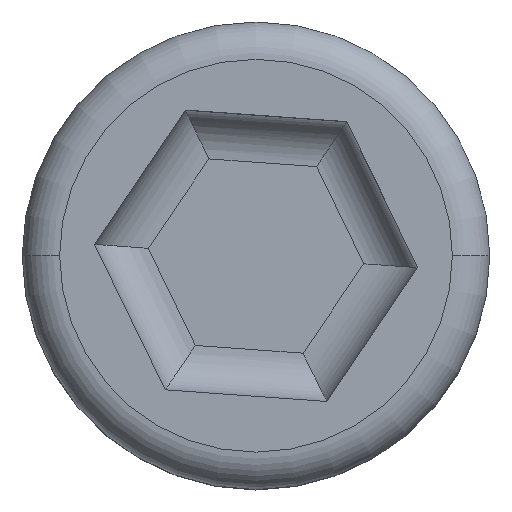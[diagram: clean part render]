
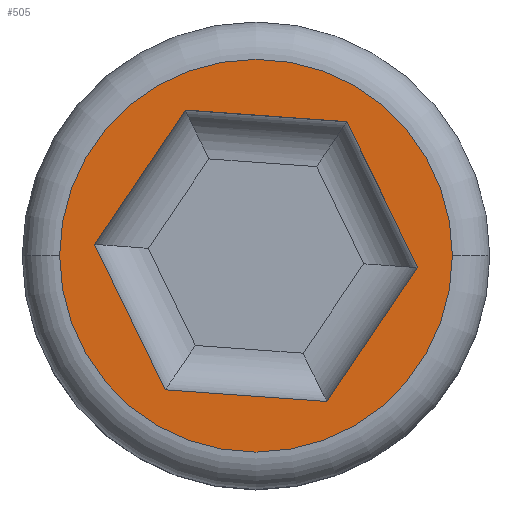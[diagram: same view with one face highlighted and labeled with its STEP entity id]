
A CAD part, top view. The second image highlights one B-rep face of the part: STEP entity #505.
In plain terms, the highlighted planar face has unit normal (0, 0, 1).
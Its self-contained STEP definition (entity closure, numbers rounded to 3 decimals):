
#5 = CARTESIAN_POINT ( 'NONE',  ( 0., 0., 13. ) ) ;
#10 = DIRECTION ( 'NONE',  ( 0., 0., 1. ) ) ;
#11 = VERTEX_POINT ( 'NONE', #107 ) ;
#18 = DIRECTION ( 'NONE',  ( -0.437, 0.9, 0. ) ) ;
#22 = EDGE_CURVE ( 'NONE', #197, #137, #36, .T. ) ;
#31 = LINE ( 'NONE', #700, #218 ) ;
#36 = LINE ( 'NONE', #259, #571 ) ;
#45 = CARTESIAN_POINT ( 'NONE',  ( 0.756, -1.558, 13. ) ) ;
#53 = EDGE_LOOP ( 'NONE', ( #347, #262, #451, #349, #598, #117 ) ) ;
#60 = ORIENTED_EDGE ( 'NONE', *, *, #714, .T. ) ;
#72 = ORIENTED_EDGE ( 'NONE', *, *, #119, .T. ) ;
#75 = DIRECTION ( 'NONE',  ( 1., 0., 0. ) ) ;
#107 = CARTESIAN_POINT ( 'NONE',  ( -2.1, 0., 13. ) ) ;
#117 = ORIENTED_EDGE ( 'NONE', *, *, #309, .F. ) ;
#118 = CARTESIAN_POINT ( 'NONE',  ( -0.756, 1.558, 13. ) ) ;
#119 = EDGE_CURVE ( 'NONE', #124, #11, #318, .T. ) ;
#124 = VERTEX_POINT ( 'NONE', #330 ) ;
#137 = VERTEX_POINT ( 'NONE', #118 ) ;
#168 = CARTESIAN_POINT ( 'NONE',  ( 0.971, 1.434, 13. ) ) ;
#179 = CARTESIAN_POINT ( 'NONE',  ( -1.728, 0.124, 13. ) ) ;
#189 = VERTEX_POINT ( 'NONE', #668 ) ;
#194 = AXIS2_PLACEMENT_3D ( 'NONE', #388, #452, #75 ) ;
#196 = DIRECTION ( 'NONE',  ( 1., 0., 0. ) ) ;
#197 = VERTEX_POINT ( 'NONE', #168 ) ;
#200 = FACE_OUTER_BOUND ( 'NONE', #589, .T. ) ;
#215 = DIRECTION ( 'NONE',  ( -0.997, 0.072, 0. ) ) ;
#218 = VECTOR ( 'NONE', #463, 1000. ) ;
#223 = LINE ( 'NONE', #573, #671 ) ;
#253 = CARTESIAN_POINT ( 'NONE',  ( -1.728, 0.124, 13. ) ) ;
#259 = CARTESIAN_POINT ( 'NONE',  ( 0.971, 1.434, 13. ) ) ;
#262 = ORIENTED_EDGE ( 'NONE', *, *, #492, .F. ) ;
#288 = VECTOR ( 'NONE', #18, 1000. ) ;
#305 = LINE ( 'NONE', #253, #607 ) ;
#309 = EDGE_CURVE ( 'NONE', #465, #197, #636, .T. ) ;
#318 = CIRCLE ( 'NONE', #422, 2.1 ) ;
#330 = CARTESIAN_POINT ( 'NONE',  ( 2.1, 0., 13. ) ) ;
#347 = ORIENTED_EDGE ( 'NONE', *, *, #459, .F. ) ;
#349 = ORIENTED_EDGE ( 'NONE', *, *, #472, .F. ) ;
#354 = CARTESIAN_POINT ( 'NONE',  ( 0.756, -1.558, 13. ) ) ;
#361 = DIRECTION ( 'NONE',  ( 0.997, -0.072, 0. ) ) ;
#363 = FACE_BOUND ( 'NONE', #53, .T. ) ;
#378 = VERTEX_POINT ( 'NONE', #179 ) ;
#388 = CARTESIAN_POINT ( 'NONE',  ( 0., 0., 13. ) ) ;
#402 = CARTESIAN_POINT ( 'NONE',  ( 1.728, -0.124, 13. ) ) ;
#422 = AXIS2_PLACEMENT_3D ( 'NONE', #5, #10, #490 ) ;
#451 = ORIENTED_EDGE ( 'NONE', *, *, #624, .F. ) ;
#452 = DIRECTION ( 'NONE',  ( 0., 0., 1. ) ) ;
#459 = EDGE_CURVE ( 'NONE', #568, #465, #515, .T. ) ;
#463 = DIRECTION ( 'NONE',  ( -0.561, -0.828, 0. ) ) ;
#465 = VERTEX_POINT ( 'NONE', #402 ) ;
#467 = DIRECTION ( 'NONE',  ( 0., 0., 1. ) ) ;
#472 = EDGE_CURVE ( 'NONE', #137, #378, #31, .T. ) ;
#478 = CIRCLE ( 'NONE', #194, 2.1 ) ;
#490 = DIRECTION ( 'NONE',  ( 1., 0., 0. ) ) ;
#492 = EDGE_CURVE ( 'NONE', #189, #568, #223, .T. ) ;
#505 = ADVANCED_FACE ( 'NONE', ( #200, #363 ), #698, .T. ) ;
#515 = LINE ( 'NONE', #45, #546 ) ;
#516 = CARTESIAN_POINT ( 'NONE',  ( 0., 0., 13. ) ) ;
#546 = VECTOR ( 'NONE', #647, 1000. ) ;
#568 = VERTEX_POINT ( 'NONE', #354 ) ;
#571 = VECTOR ( 'NONE', #215, 1000. ) ;
#573 = CARTESIAN_POINT ( 'NONE',  ( -0.971, -1.434, 13. ) ) ;
#581 = DIRECTION ( 'NONE',  ( 0.437, -0.9, 0. ) ) ;
#589 = EDGE_LOOP ( 'NONE', ( #72, #60 ) ) ;
#598 = ORIENTED_EDGE ( 'NONE', *, *, #22, .F. ) ;
#607 = VECTOR ( 'NONE', #581, 1000. ) ;
#624 = EDGE_CURVE ( 'NONE', #378, #189, #305, .T. ) ;
#627 = CARTESIAN_POINT ( 'NONE',  ( 1.728, -0.124, 13. ) ) ;
#636 = LINE ( 'NONE', #627, #288 ) ;
#645 = AXIS2_PLACEMENT_3D ( 'NONE', #516, #467, #196 ) ;
#647 = DIRECTION ( 'NONE',  ( 0.561, 0.828, 0. ) ) ;
#668 = CARTESIAN_POINT ( 'NONE',  ( -0.971, -1.434, 13. ) ) ;
#671 = VECTOR ( 'NONE', #361, 1000. ) ;
#698 = PLANE ( 'NONE',  #645 ) ;
#700 = CARTESIAN_POINT ( 'NONE',  ( -0.756, 1.558, 13. ) ) ;
#714 = EDGE_CURVE ( 'NONE', #11, #124, #478, .T. ) ;
